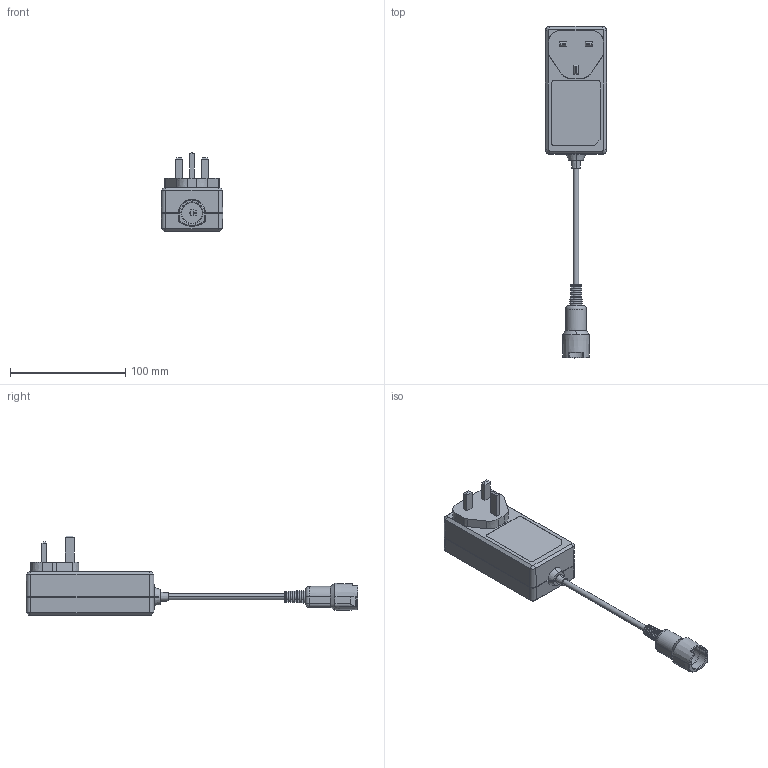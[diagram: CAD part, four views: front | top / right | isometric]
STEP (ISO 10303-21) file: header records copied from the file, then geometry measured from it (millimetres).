
FILE_DESCRIPTION (( 'STEP AP203' ), '1' );
FILE_NAME ('PD14_PD15.STEP', '2015-11-10T05:34:58', ( 'admin' ), ( 'Hewlett-Packard Company' ), 'SwSTEP 2.0', 'SolidWorks 2014', '' );
FILE_SCHEMA (( 'CONFIG_CONTROL_DESIGN' ));
Length unit declared in the file: millimetre
Products named in the file (1): PD14_PD15
Bounding box: 53.49 x 288.2 x 69.2 mm (x, y, z)
Volume: 252728.1 mm3; surface area: 33623.7 mm2
Topology: 1 solids, 1 shells, 380 faces, 1006 edges, 658 vertices
Faces by surface type: plane 213, cylinder 71, cone 45, bspline 32, torus 13, sphere 6
Entity records: 13842 total; most frequent: CARTESIAN_POINT 4576, ORIENTED_EDGE 2008, DIRECTION 1805, EDGE_CURVE 1004, VERTEX_POINT 658, AXIS2_PLACEMENT_3D 606, LINE 593, VECTOR 593
